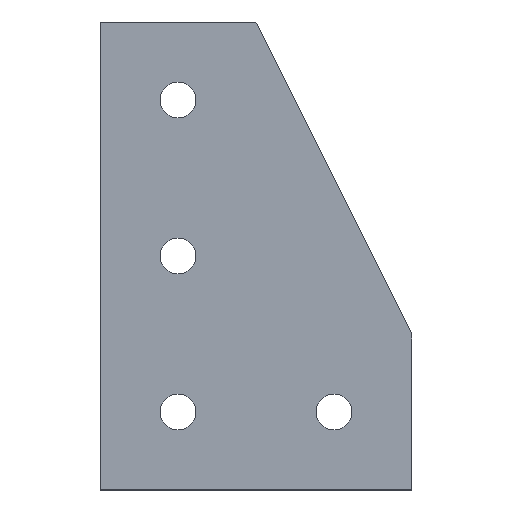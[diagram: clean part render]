
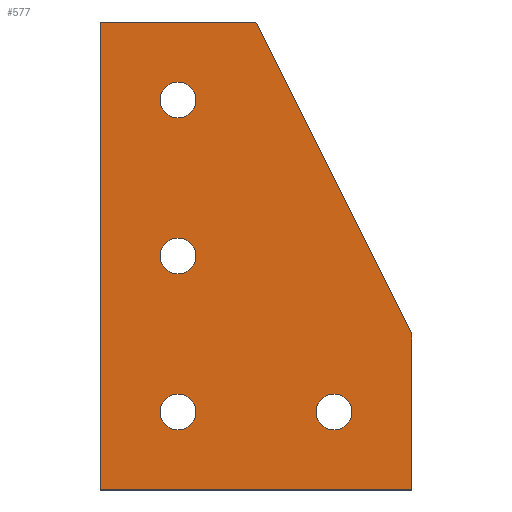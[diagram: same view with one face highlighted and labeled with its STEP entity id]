
A CAD part, top view. The second image highlights one B-rep face of the part: STEP entity #577.
In plain terms, the highlighted planar face has unit normal (0, 0, 1).
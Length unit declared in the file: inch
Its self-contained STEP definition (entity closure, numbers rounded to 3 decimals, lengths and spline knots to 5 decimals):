
#135=CARTESIAN_POINT('',(0.,3.17188,0.25));
#136=VERTEX_POINT('',#135);
#145=CARTESIAN_POINT('',(0.,2.82813,0.25));
#146=VERTEX_POINT('',#145);
#147=CARTESIAN_POINT('',(0.,3.0,0.25));
#148=DIRECTION('',(0.0,0.0,-1.0));
#149=DIRECTION('',(0.0,1.0,0.0));
#150=AXIS2_PLACEMENT_3D('',#147,#148,#149);
#151=CIRCLE('',#150,0.17188);
#152=EDGE_CURVE('',#146,#136,#151,.T.);
#177=CARTESIAN_POINT('',(0.,1.67188,0.25));
#178=VERTEX_POINT('',#177);
#187=CARTESIAN_POINT('',(0.,1.32813,0.25));
#188=VERTEX_POINT('',#187);
#189=CARTESIAN_POINT('',(0.,1.5,0.25));
#190=DIRECTION('',(0.0,0.0,-1.0));
#191=DIRECTION('',(0.0,1.0,0.0));
#192=AXIS2_PLACEMENT_3D('',#189,#190,#191);
#193=CIRCLE('',#192,0.17188);
#194=EDGE_CURVE('',#188,#178,#193,.T.);
#219=CARTESIAN_POINT('',(0.0,0.17188,0.25));
#220=VERTEX_POINT('',#219);
#229=CARTESIAN_POINT('',(0.,-0.17188,0.25));
#230=VERTEX_POINT('',#229);
#231=CARTESIAN_POINT('',(0.0,0.,0.25));
#232=DIRECTION('',(0.0,0.0,-1.0));
#233=DIRECTION('',(0.0,1.0,0.0));
#234=AXIS2_PLACEMENT_3D('',#231,#232,#233);
#235=CIRCLE('',#234,0.17188);
#236=EDGE_CURVE('',#230,#220,#235,.T.);
#261=CARTESIAN_POINT('',(1.5,0.17188,0.25));
#262=VERTEX_POINT('',#261);
#271=CARTESIAN_POINT('',(1.5,-0.17188,0.25));
#272=VERTEX_POINT('',#271);
#273=CARTESIAN_POINT('',(1.5,0.,0.25));
#274=DIRECTION('',(0.0,0.0,-1.0));
#275=DIRECTION('',(0.0,1.0,0.0));
#276=AXIS2_PLACEMENT_3D('',#273,#274,#275);
#277=CIRCLE('',#276,0.17188);
#278=EDGE_CURVE('',#272,#262,#277,.T.);
#312=CARTESIAN_POINT('',(1.5,0.,0.25));
#313=DIRECTION('',(0.0,0.0,-1.0));
#314=DIRECTION('',(0.0,1.0,0.0));
#315=AXIS2_PLACEMENT_3D('',#312,#313,#314);
#316=CIRCLE('',#315,0.17188);
#317=EDGE_CURVE('',#262,#272,#316,.T.);
#336=CARTESIAN_POINT('',(0.0,0.,0.25));
#337=DIRECTION('',(0.0,0.0,-1.0));
#338=DIRECTION('',(0.0,1.0,0.0));
#339=AXIS2_PLACEMENT_3D('',#336,#337,#338);
#340=CIRCLE('',#339,0.17188);
#341=EDGE_CURVE('',#220,#230,#340,.T.);
#360=CARTESIAN_POINT('',(0.,1.5,0.25));
#361=DIRECTION('',(0.0,0.0,-1.0));
#362=DIRECTION('',(0.0,1.0,0.0));
#363=AXIS2_PLACEMENT_3D('',#360,#361,#362);
#364=CIRCLE('',#363,0.17188);
#365=EDGE_CURVE('',#178,#188,#364,.T.);
#384=CARTESIAN_POINT('',(0.,3.0,0.25));
#385=DIRECTION('',(0.0,0.0,-1.0));
#386=DIRECTION('',(0.0,1.0,0.0));
#387=AXIS2_PLACEMENT_3D('',#384,#385,#386);
#388=CIRCLE('',#387,0.17188);
#389=EDGE_CURVE('',#136,#146,#388,.T.);
#409=CARTESIAN_POINT('',(0.75,3.75,0.25));
#410=VERTEX_POINT('',#409);
#417=CARTESIAN_POINT('',(2.25,0.75,0.25));
#418=VERTEX_POINT('',#417);
#419=CARTESIAN_POINT('',(0.75,3.75,0.25));
#420=DIRECTION('',(0.447,-0.894,0.));
#421=VECTOR('',#420,3.3541);
#422=LINE('',#419,#421);
#423=EDGE_CURVE('',#410,#418,#422,.T.);
#447=CARTESIAN_POINT('',(-0.75,3.75,0.25));
#448=VERTEX_POINT('',#447);
#455=CARTESIAN_POINT('',(-0.75,3.75,0.25));
#456=DIRECTION('',(1.0,0.0,0.0));
#457=VECTOR('',#456,1.5);
#458=LINE('',#455,#457);
#459=EDGE_CURVE('',#448,#410,#458,.T.);
#478=CARTESIAN_POINT('',(-0.75,-0.75,0.25));
#479=VERTEX_POINT('',#478);
#486=CARTESIAN_POINT('',(-0.75,-0.75,0.25));
#487=DIRECTION('',(0.0,1.0,0.0));
#488=VECTOR('',#487,4.5);
#489=LINE('',#486,#488);
#490=EDGE_CURVE('',#479,#448,#489,.T.);
#509=CARTESIAN_POINT('',(2.25,-0.75,0.25));
#510=VERTEX_POINT('',#509);
#517=CARTESIAN_POINT('',(2.25,-0.75,0.25));
#518=DIRECTION('',(-1.0,0.0,0.0));
#519=VECTOR('',#518,3.0);
#520=LINE('',#517,#519);
#521=EDGE_CURVE('',#510,#479,#520,.T.);
#539=CARTESIAN_POINT('',(2.25,0.75,0.25));
#540=DIRECTION('',(0.0,-1.0,0.0));
#541=VECTOR('',#540,1.5);
#542=LINE('',#539,#541);
#543=EDGE_CURVE('',#418,#510,#542,.T.);
#549=CARTESIAN_POINT('',(0.75,1.35,0.25));
#550=DIRECTION('',(0.0,0.0,1.0));
#551=DIRECTION('',(0.0,-1.0,0.0));
#552=AXIS2_PLACEMENT_3D('',#549,#550,#551);
#553=PLANE('',#552);
#554=ORIENTED_EDGE('',*,*,#543,.F.);
#555=ORIENTED_EDGE('',*,*,#423,.F.);
#556=ORIENTED_EDGE('',*,*,#459,.F.);
#557=ORIENTED_EDGE('',*,*,#490,.F.);
#558=ORIENTED_EDGE('',*,*,#521,.F.);
#559=EDGE_LOOP('',(#554,#555,#556,#557,#558));
#560=FACE_OUTER_BOUND('',#559,.T.);
#561=ORIENTED_EDGE('',*,*,#317,.T.);
#562=ORIENTED_EDGE('',*,*,#278,.T.);
#563=EDGE_LOOP('',(#561,#562));
#564=FACE_BOUND('',#563,.T.);
#565=ORIENTED_EDGE('',*,*,#341,.T.);
#566=ORIENTED_EDGE('',*,*,#236,.T.);
#567=EDGE_LOOP('',(#565,#566));
#568=FACE_BOUND('',#567,.T.);
#569=ORIENTED_EDGE('',*,*,#365,.T.);
#570=ORIENTED_EDGE('',*,*,#194,.T.);
#571=EDGE_LOOP('',(#569,#570));
#572=FACE_BOUND('',#571,.T.);
#573=ORIENTED_EDGE('',*,*,#389,.T.);
#574=ORIENTED_EDGE('',*,*,#152,.T.);
#575=EDGE_LOOP('',(#573,#574));
#576=FACE_BOUND('',#575,.T.);
#577=ADVANCED_FACE('',(#560,#564,#568,#572,#576),#553,.T.);
